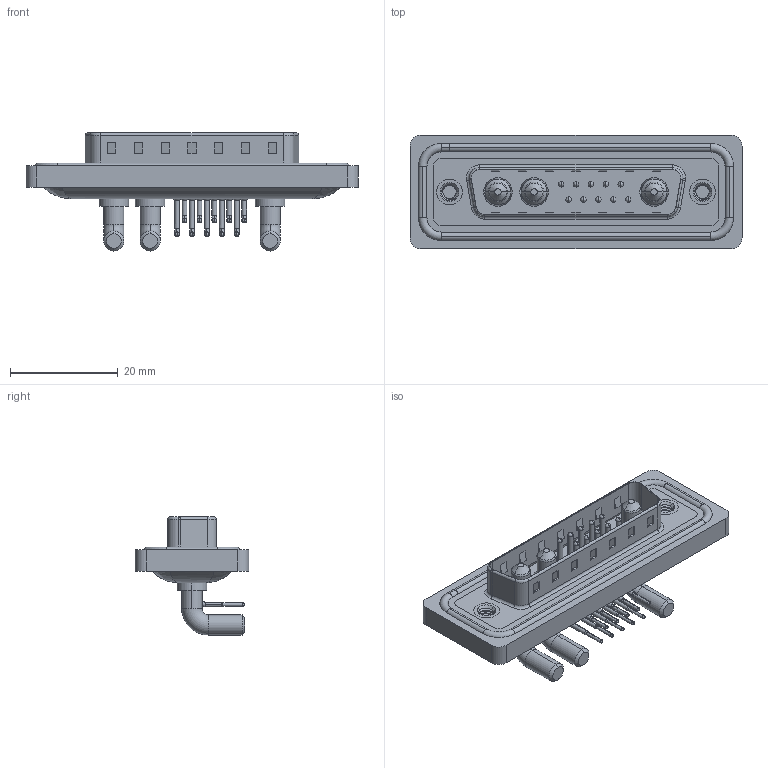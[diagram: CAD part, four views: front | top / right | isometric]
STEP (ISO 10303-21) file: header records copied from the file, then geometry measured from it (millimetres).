
FILE_DESCRIPTION (( 'STEP AP203' ), '1' );
FILE_NAME ('629W13W3340-4NA.STEP', '2024-04-11T16:27:56', ( '' ), ( '' ), 'SwSTEP 2.0', 'SolidWorks 2023', '' );
FILE_SCHEMA (( 'CONFIG_CONTROL_DESIGN' ));
Length unit declared in the file: millimetre
Products named in the file (9): 629Combo Waterproof Housing_25 Contacts; 629Combo Contact Row 1; 629Combo Shell Rear_25 Contacts; 629Combo Housing_13W3; 629Combo Shell Front_25 Contacts; 629Combo Threaded Rivet_A; Power Pin_40A RA; 629Combo Contact Row 2; 629W13W3340-4NA
Assembly tree (19 placements, depth 2):
  629W13W3340-4NA
    629Combo Housing_13W3
    629Combo Shell Rear_25 Contacts
    629Combo Shell Front_25 Contacts
    629Combo Waterproof Housing_25 Contacts
    629Combo Threaded Rivet_A  x2
    Power Pin_40A RA  x3
    629Combo Contact Row 1  x5
    629Combo Contact Row 2  x5
Bounding box: 61.75 x 21.1 x 21.98 mm (x, y, z)
Volume: 7832.4 mm3; surface area: 12631.6 mm2
Topology: 23 solids, 23 shells, 1706 faces, 4609 edges, 2971 vertices
Faces by surface type: plane 879, cylinder 609, torus 76, bspline 73, cone 69
Entity records: 27185 total; most frequent: CARTESIAN_POINT 6224, DIRECTION 4269, ORIENTED_EDGE 4034, EDGE_CURVE 2017, AXIS2_PLACEMENT_3D 1535, VERTEX_POINT 1299, LINE 1199, VECTOR 1199
